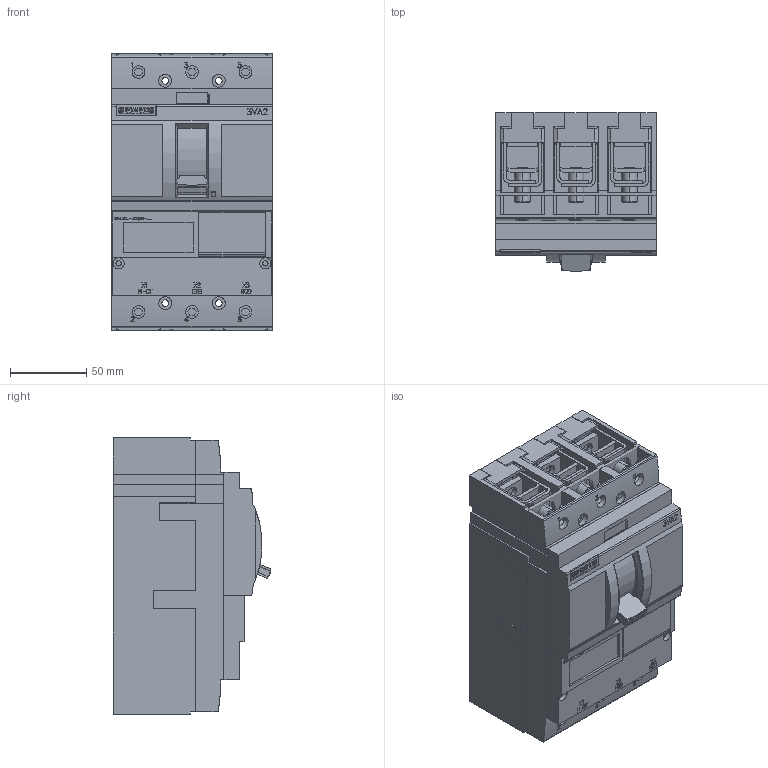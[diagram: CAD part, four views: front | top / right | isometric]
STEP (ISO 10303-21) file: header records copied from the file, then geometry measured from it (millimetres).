
FILE_DESCRIPTION(('no description'),'unknown implementation level');
FILE_NAME('3VA20xxxKQ36_0104452_100__3D_v.stp',' ',('SIEMENS A&D'),('CADClick - KiM GmbH - www.kimweb.de'),'unknown preprocess','ACIS','unknown authorization');
FILE_SCHEMA(('automotive_design'));
Length unit declared in the file: millimetre
Products named in the file (8): 1; 2; 3; 4; 5; 6; 7; 8
Bounding box: 105 x 103.41 x 181 mm (x, y, z)
Volume: 1412351.1 mm3; surface area: 204802.3 mm2
Topology: 8 solids, 8 shells, 2420 faces, 6684 edges, 4412 vertices
Faces by surface type: plane 1932, cylinder 390, cone 50, torus 48
Entity records: 152106 total; most frequent: CARTESIAN_POINT 14296, STYLED_ITEM 13516, PRESENTATION_STYLE_ASSIGNMENT 13516, COLOUR_RGB 13516, ORIENTED_EDGE 13352, DIRECTION 12537, EDGE_CURVE 6676, CURVE_STYLE 6676
